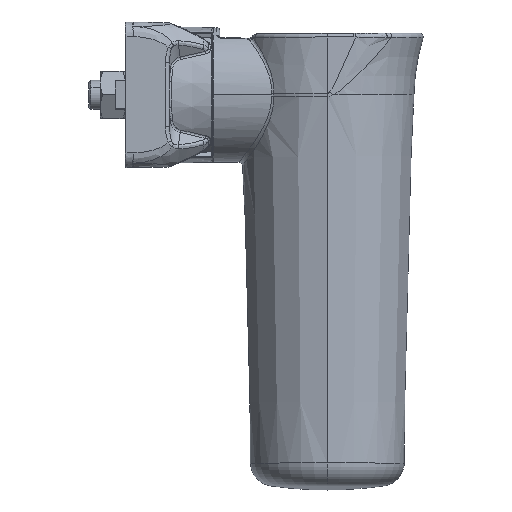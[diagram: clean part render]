
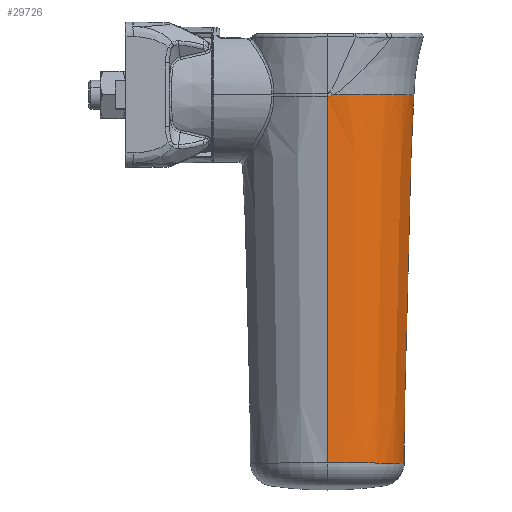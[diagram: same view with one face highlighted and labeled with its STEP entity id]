
A CAD part, top view. The second image highlights one B-rep face of the part: STEP entity #29726.
In plain terms, the highlighted conical face has half-angle 1.5 degrees and reference radius 23.787 mm.
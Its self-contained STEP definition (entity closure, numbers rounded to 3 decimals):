
#636 = DIRECTION ( 'NONE',  ( 0., 1., 0.026 ) ) ;
#871 = AXIS2_PLACEMENT_3D ( 'NONE', #29124, #23678, #21137 ) ;
#923 = EDGE_LOOP ( 'NONE', ( #14080, #24126, #31331, #24916, #24306, #25560, #25194 ) ) ;
#1430 = CARTESIAN_POINT ( 'NONE',  ( 57.028, 0.209, -23.738 ) ) ;
#2355 = CARTESIAN_POINT ( 'NONE',  ( 55.5, 0.209, 0. ) ) ;
#2731 = VECTOR ( 'NONE', #18826, 1000. ) ;
#3388 = AXIS2_PLACEMENT_3D ( 'NONE', #24877, #10581, #27231 ) ;
#4178 = B_SPLINE_CURVE_WITH_KNOTS ( 'NONE', 3,
 ( #7262, #18136, #32087, #34820 ),
 .UNSPECIFIED., .F., .F.,
 ( 4, 4 ),
 ( 0., 1. ),
 .UNSPECIFIED. ) ;
#4889 = VECTOR ( 'NONE', #636, 1000. ) ;
#5226 = CARTESIAN_POINT ( 'NONE',  ( 56.01, -0.173, -23.777 ) ) ;
#5668 = EDGE_CURVE ( 'NONE', #6677, #16217, #4178, .T. ) ;
#6382 = CARTESIAN_POINT ( 'NONE',  ( 57.028, 0.209, 23.738 ) ) ;
#6581 = CARTESIAN_POINT ( 'NONE',  ( 55.5, -100.905, -21.14 ) ) ;
#6677 = VERTEX_POINT ( 'NONE', #6382 ) ;
#6763 = AXIS2_PLACEMENT_3D ( 'NONE', #2355, #32803, #15959 ) ;
#7262 = CARTESIAN_POINT ( 'NONE',  ( 57.028, 0.209, 23.738 ) ) ;
#7836 = CIRCLE ( 'NONE', #871, 23.787 ) ;
#8402 = EDGE_CURVE ( 'NONE', #12777, #12931, #15284, .T. ) ;
#8991 = DIRECTION ( 'NONE',  ( 0., 1., 0. ) ) ;
#9218 = EDGE_CURVE ( 'NONE', #22609, #12777, #26426, .T. ) ;
#10170 = EDGE_CURVE ( 'NONE', #15199, #6677, #32909, .T. ) ;
#10581 = DIRECTION ( 'NONE',  ( 0., -1., 0. ) ) ;
#11198 = CARTESIAN_POINT ( 'NONE',  ( 55.5, -0.173, -23.777 ) ) ;
#12094 = DIRECTION ( 'NONE',  ( 0., 0., -1. ) ) ;
#12565 = CONICAL_SURFACE ( 'NONE', #6763, 23.787, 0.026 ) ;
#12777 = VERTEX_POINT ( 'NONE', #24333 ) ;
#12931 = VERTEX_POINT ( 'NONE', #1430 ) ;
#12966 = VERTEX_POINT ( 'NONE', #23340 ) ;
#13410 = FACE_OUTER_BOUND ( 'NONE', #923, .T. ) ;
#14080 = ORIENTED_EDGE ( 'NONE', *, *, #30798, .T. ) ;
#15199 = VERTEX_POINT ( 'NONE', #29524 ) ;
#15284 = B_SPLINE_CURVE_WITH_KNOTS ( 'NONE', 3,
 ( #11198, #5226, #33314, #32588 ),
 .UNSPECIFIED., .F., .F.,
 ( 4, 4 ),
 ( 0., 1. ),
 .UNSPECIFIED. ) ;
#15959 = DIRECTION ( 'NONE',  ( 0., 0., 1. ) ) ;
#16217 = VERTEX_POINT ( 'NONE', #22412 ) ;
#18136 = CARTESIAN_POINT ( 'NONE',  ( 56.519, -0.045, 23.764 ) ) ;
#18826 = DIRECTION ( 'NONE',  ( 0., 1., -0.026 ) ) ;
#19974 = EDGE_CURVE ( 'NONE', #12966, #16217, #25623, .T. ) ;
#20752 = EDGE_CURVE ( 'NONE', #12931, #15199, #7836, .T. ) ;
#21137 = DIRECTION ( 'NONE',  ( 1., 0., 0. ) ) ;
#21867 = AXIS2_PLACEMENT_3D ( 'NONE', #30941, #8991, #12094 ) ;
#22412 = CARTESIAN_POINT ( 'NONE',  ( 55.5, -0.173, 23.777 ) ) ;
#22609 = VERTEX_POINT ( 'NONE', #6581 ) ;
#23340 = CARTESIAN_POINT ( 'NONE',  ( 55.5, -100.905, 21.14 ) ) ;
#23678 = DIRECTION ( 'NONE',  ( 0., -1., 0. ) ) ;
#24126 = ORIENTED_EDGE ( 'NONE', *, *, #9218, .T. ) ;
#24306 = ORIENTED_EDGE ( 'NONE', *, *, #10170, .T. ) ;
#24333 = CARTESIAN_POINT ( 'NONE',  ( 55.5, -0.173, -23.777 ) ) ;
#24877 = CARTESIAN_POINT ( 'NONE',  ( 55.5, 0.209, 0. ) ) ;
#24916 = ORIENTED_EDGE ( 'NONE', *, *, #20752, .T. ) ;
#25194 = ORIENTED_EDGE ( 'NONE', *, *, #19974, .F. ) ;
#25560 = ORIENTED_EDGE ( 'NONE', *, *, #5668, .T. ) ;
#25623 = LINE ( 'NONE', #33799, #4889 ) ;
#26426 = LINE ( 'NONE', #34966, #2731 ) ;
#27064 = CIRCLE ( 'NONE', #21867, 21.14 ) ;
#27231 = DIRECTION ( 'NONE',  ( 1., 0., 0. ) ) ;
#29124 = CARTESIAN_POINT ( 'NONE',  ( 55.5, 0.209, 0. ) ) ;
#29524 = CARTESIAN_POINT ( 'NONE',  ( 79.287, 0.209, 0. ) ) ;
#29726 = ADVANCED_FACE ( 'NONE', ( #13410 ), #12565, .T. ) ;
#30798 = EDGE_CURVE ( 'NONE', #12966, #22609, #27064, .T. ) ;
#30941 = CARTESIAN_POINT ( 'NONE',  ( 55.5, -100.905, 0. ) ) ;
#31331 = ORIENTED_EDGE ( 'NONE', *, *, #8402, .T. ) ;
#32087 = CARTESIAN_POINT ( 'NONE',  ( 56.01, -0.173, 23.777 ) ) ;
#32588 = CARTESIAN_POINT ( 'NONE',  ( 57.028, 0.209, -23.738 ) ) ;
#32803 = DIRECTION ( 'NONE',  ( 0., 1., 0. ) ) ;
#32909 = CIRCLE ( 'NONE', #3388, 23.787 ) ;
#33314 = CARTESIAN_POINT ( 'NONE',  ( 56.519, -0.045, -23.764 ) ) ;
#33799 = CARTESIAN_POINT ( 'NONE',  ( 55.5, 0.209, 23.787 ) ) ;
#34820 = CARTESIAN_POINT ( 'NONE',  ( 55.5, -0.173, 23.777 ) ) ;
#34966 = CARTESIAN_POINT ( 'NONE',  ( 55.5, 0.209, -23.787 ) ) ;
